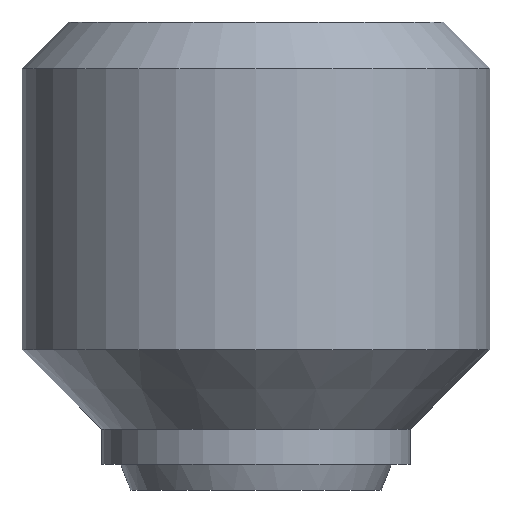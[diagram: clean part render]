
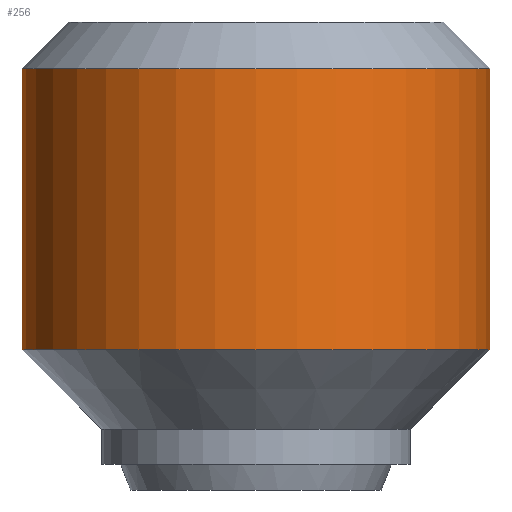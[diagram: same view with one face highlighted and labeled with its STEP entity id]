
A CAD part, front view. The second image highlights one B-rep face of the part: STEP entity #256.
In plain terms, the highlighted cylindrical face has radius 10 mm (diameter 20 mm), a partial arc.
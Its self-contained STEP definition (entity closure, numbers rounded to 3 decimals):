
#128=VERTEX_POINT('',#329);
#172=EDGE_CURVE('',#192,#128,#380,.T.);
#192=VERTEX_POINT('',#402);
#194=VERTEX_POINT('',#404);
#218=EDGE_CURVE('',#266,#192,#428,.T.);
#256=ADVANCED_FACE('',(#470),#471,.T.);
#264=EDGE_CURVE('',#194,#266,#480,.T.);
#266=VERTEX_POINT('',#482);
#270=EDGE_CURVE('',#194,#128,#487,.T.);
#329=CARTESIAN_POINT('',(10.0,0.,-14.));
#380=LINE('',#610,#611);
#402=CARTESIAN_POINT('',(10.0,0.,-2.));
#404=CARTESIAN_POINT('',(-10.,0.,-14.));
#428=CIRCLE('',#704,10.0);
#470=FACE_OUTER_BOUND('',#775,.T.);
#471=CYLINDRICAL_SURFACE('',#776,10.0);
#480=LINE('',#796,#797);
#482=CARTESIAN_POINT('',(-10.,0.,-2.));
#487=CIRCLE('',#805,10.0);
#610=CARTESIAN_POINT('',(10.0,0.,-8.));
#611=VECTOR('',#941,1.0);
#704=AXIS2_PLACEMENT_3D('',#975,#976,#977);
#775=EDGE_LOOP('',(#1018,#1019,#1020,#1021));
#776=AXIS2_PLACEMENT_3D('',#1022,#1023,#1024);
#796=CARTESIAN_POINT('',(-10.,0.,-8.));
#797=VECTOR('',#1033,1.0);
#805=AXIS2_PLACEMENT_3D('',#1042,#1043,#1044);
#941=DIRECTION('',(-0.0,-0.0,-1.0));
#975=CARTESIAN_POINT('',(0.,0.,-2.));
#976=DIRECTION('',(0.0,0.0,1.0));
#977=DIRECTION('',(-1.0,0.,0.0));
#1018=ORIENTED_EDGE('',*,*,#264,.F.);
#1019=ORIENTED_EDGE('',*,*,#270,.T.);
#1020=ORIENTED_EDGE('',*,*,#172,.F.);
#1021=ORIENTED_EDGE('',*,*,#218,.F.);
#1022=CARTESIAN_POINT('',(0.,0.,-8.));
#1023=DIRECTION('',(-0.0,-0.0,-1.0));
#1024=DIRECTION('',(-1.0,0.,0.0));
#1033=DIRECTION('',(0.0,0.0,1.0));
#1042=CARTESIAN_POINT('',(0.,0.,-14.));
#1043=DIRECTION('',(0.0,0.0,1.0));
#1044=DIRECTION('',(-1.0,0.,0.0));
